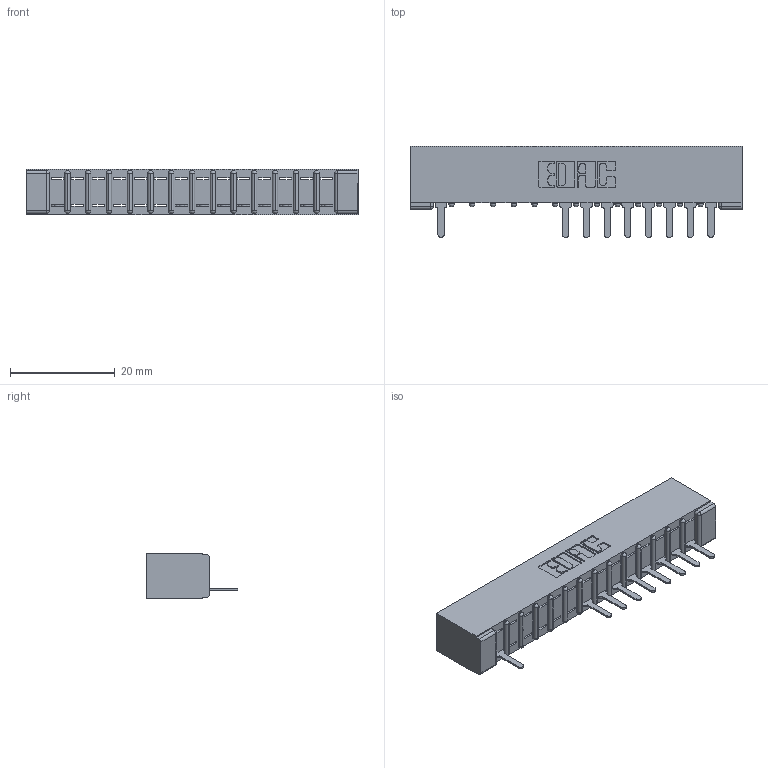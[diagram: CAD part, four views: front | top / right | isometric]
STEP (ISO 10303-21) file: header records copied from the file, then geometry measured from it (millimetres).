
FILE_DESCRIPTION (( 'STEP AP203' ), '1' );
FILE_NAME ('307-014-525-101.STEP', '2018-08-03T00:19:00', ( '' ), ( '' ), 'SwSTEP 2.0', 'SolidWorks 2016', '' );
FILE_SCHEMA (( 'CONFIG_CONTROL_DESIGN' ));
Length unit declared in the file: inch
Products named in the file (3): 307-290-001_525; 307-014-525-101; 307 Part_No Mounting Lugs
Assembly tree (10 placements, depth 2):
  307-014-525-101
    307 Part_No Mounting Lugs
    307-290-001_525  x9
Bounding box: 63.35 x 17.42 x 8.71 mm (x, y, z)
Volume: 4138.6 mm3; surface area: 5938 mm2
Topology: 10 solids, 10 shells, 729 faces, 2077 edges, 1330 vertices
Faces by surface type: plane 459, cylinder 240, sphere 30
Entity records: 14984 total; most frequent: CARTESIAN_POINT 2535, ORIENTED_EDGE 2526, DIRECTION 2475, EDGE_CURVE 1263, VECTOR 959, LINE 959, VERTEX_POINT 818, AXIS2_PLACEMENT_3D 758
